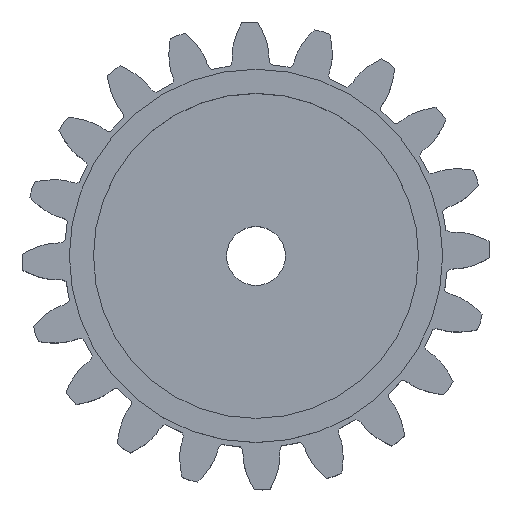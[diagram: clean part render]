
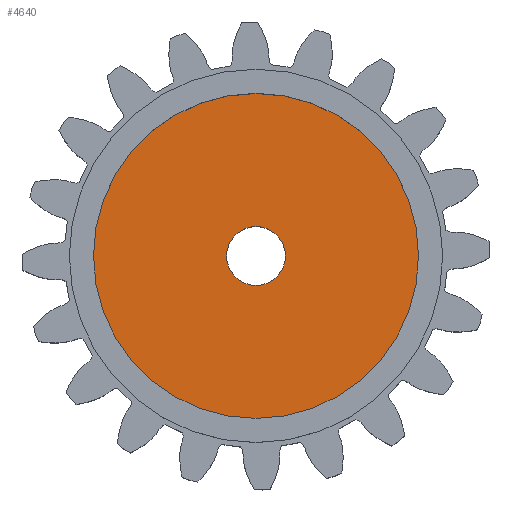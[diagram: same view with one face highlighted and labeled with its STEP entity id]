
A CAD part, top view. The second image highlights one B-rep face of the part: STEP entity #4640.
In plain terms, the highlighted planar face has unit normal (0, 0, 1).
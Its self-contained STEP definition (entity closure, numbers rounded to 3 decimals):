
#43 = ORIENTED_EDGE ( 'NONE', *, *, #10572, .T. ) ;
#541 = DIRECTION ( 'NONE',  ( 1., 0., 0. ) ) ;
#1028 = CARTESIAN_POINT ( 'NONE',  ( -10.5, 0., -4. ) ) ;
#1196 = AXIS2_PLACEMENT_3D ( 'NONE', #2625, #6557, #541 ) ;
#1382 = CIRCLE ( 'NONE', #9955, 10.5 ) ;
#1450 = DIRECTION ( 'NONE',  ( 1., 0., 0. ) ) ;
#1706 = CARTESIAN_POINT ( 'NONE',  ( 0., 0., -4. ) ) ;
#2383 = VERTEX_POINT ( 'NONE', #4807 ) ;
#2625 = CARTESIAN_POINT ( 'NONE',  ( 0., 0., -4. ) ) ;
#2637 = DIRECTION ( 'NONE',  ( 1., 0., 0. ) ) ;
#2742 = CARTESIAN_POINT ( 'NONE',  ( 0., 0., -4. ) ) ;
#2790 = PLANE ( 'NONE',  #12107 ) ;
#2991 = AXIS2_PLACEMENT_3D ( 'NONE', #8571, #8522, #1450 ) ;
#3805 = DIRECTION ( 'NONE',  ( 0., 0., 1. ) ) ;
#3975 = CIRCLE ( 'NONE', #1196, 1.9 ) ;
#3979 = CARTESIAN_POINT ( 'NONE',  ( 10.5, 0., -4. ) ) ;
#4640 = ADVANCED_FACE ( 'NONE', ( #10856, #8213 ), #2790, .T. ) ;
#4649 = ORIENTED_EDGE ( 'NONE', *, *, #10469, .T. ) ;
#4807 = CARTESIAN_POINT ( 'NONE',  ( 1.9, 0., -4. ) ) ;
#4950 = VERTEX_POINT ( 'NONE', #6307 ) ;
#5327 = DIRECTION ( 'NONE',  ( 0., 0., 1. ) ) ;
#5585 = ORIENTED_EDGE ( 'NONE', *, *, #7959, .F. ) ;
#6205 = CARTESIAN_POINT ( 'NONE',  ( 0., 0., -4. ) ) ;
#6243 = DIRECTION ( 'NONE',  ( 1., 0., 0. ) ) ;
#6307 = CARTESIAN_POINT ( 'NONE',  ( -1.9, 0., -4. ) ) ;
#6557 = DIRECTION ( 'NONE',  ( 0., 0., 1. ) ) ;
#6579 = VERTEX_POINT ( 'NONE', #1028 ) ;
#7228 = CIRCLE ( 'NONE', #9584, 1.9 ) ;
#7959 = EDGE_CURVE ( 'NONE', #2383, #4950, #7228, .T. ) ;
#8213 = FACE_OUTER_BOUND ( 'NONE', #11656, .T. ) ;
#8522 = DIRECTION ( 'NONE',  ( 0., 0., 1. ) ) ;
#8571 = CARTESIAN_POINT ( 'NONE',  ( 0., 0., -4. ) ) ;
#8611 = EDGE_LOOP ( 'NONE', ( #11790, #5585 ) ) ;
#8692 = DIRECTION ( 'NONE',  ( 0., 0., 1. ) ) ;
#9584 = AXIS2_PLACEMENT_3D ( 'NONE', #6205, #5327, #6243 ) ;
#9808 = CIRCLE ( 'NONE', #2991, 10.5 ) ;
#9872 = DIRECTION ( 'NONE',  ( 1., 0., 0. ) ) ;
#9955 = AXIS2_PLACEMENT_3D ( 'NONE', #1706, #8692, #2637 ) ;
#10469 = EDGE_CURVE ( 'NONE', #12188, #6579, #9808, .T. ) ;
#10572 = EDGE_CURVE ( 'NONE', #6579, #12188, #1382, .T. ) ;
#10856 = FACE_BOUND ( 'NONE', #8611, .T. ) ;
#11280 = EDGE_CURVE ( 'NONE', #4950, #2383, #3975, .T. ) ;
#11656 = EDGE_LOOP ( 'NONE', ( #43, #4649 ) ) ;
#11790 = ORIENTED_EDGE ( 'NONE', *, *, #11280, .F. ) ;
#12107 = AXIS2_PLACEMENT_3D ( 'NONE', #2742, #3805, #9872 ) ;
#12188 = VERTEX_POINT ( 'NONE', #3979 ) ;
